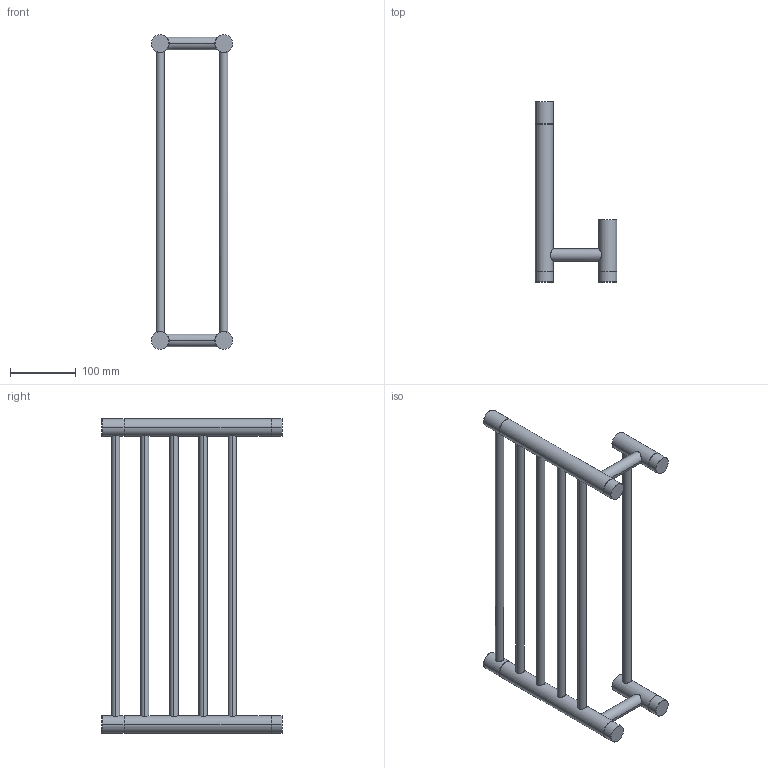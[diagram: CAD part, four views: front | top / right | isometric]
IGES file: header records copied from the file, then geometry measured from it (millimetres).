
Global section: file name: No Iges File Name specified; native system: Autodesk Inventor 2010; preprocessor: AutoDesk Inventor Iges Exporter R2010; author: adaniels; date: 20100422.142400; units: millimetre
Bounding box: 124 x 275 x 480 mm (x, y, z)
Volume: 789095.4 mm3; surface area: 176585.7 mm2
Topology: 1 solids, 1 shells, 108 faces, 292 edges, 200 vertices
Faces by surface type: cylinder 48, torus 40, plane 20
